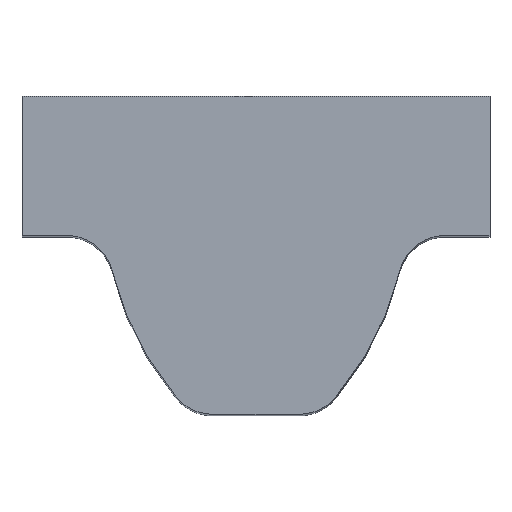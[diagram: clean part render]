
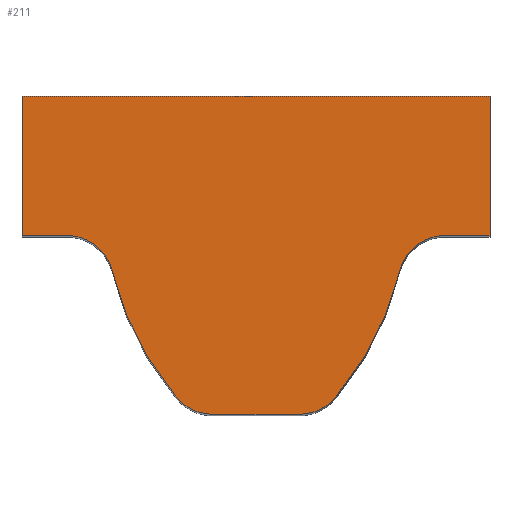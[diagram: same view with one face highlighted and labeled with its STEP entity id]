
A CAD part, top view. The second image highlights one B-rep face of the part: STEP entity #211.
In plain terms, the highlighted planar face has unit normal (0, 0, 1).
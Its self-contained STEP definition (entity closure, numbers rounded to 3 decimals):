
#6 = DIRECTION ( 'NONE',  ( 1., 0., 0. ) ) ;
#13 = CARTESIAN_POINT ( 'NONE',  ( -2.5, 3.4, 10. ) ) ;
#39 = CIRCLE ( 'NONE', #157, 3.249 ) ;
#40 = ORIENTED_EDGE ( 'NONE', *, *, #312, .T. ) ;
#42 = AXIS2_PLACEMENT_3D ( 'NONE', #189, #329, #205 ) ;
#44 = FACE_OUTER_BOUND ( 'NONE', #447, .T. ) ;
#45 = DIRECTION ( 'NONE',  ( 0., 0., 1. ) ) ;
#48 = VERTEX_POINT ( 'NONE', #242 ) ;
#49 = EDGE_CURVE ( 'NONE', #314, #133, #52, .T. ) ;
#52 = CIRCLE ( 'NONE', #42, 0.502 ) ;
#54 = DIRECTION ( 'NONE',  ( 1., 0., 0. ) ) ;
#56 = LINE ( 'NONE', #251, #170 ) ;
#57 = AXIS2_PLACEMENT_3D ( 'NONE', #460, #319, #237 ) ;
#67 = CARTESIAN_POINT ( 'NONE',  ( 2.062, 1.91, 10. ) ) ;
#68 = CARTESIAN_POINT ( 'NONE',  ( -0.87, 0.208, 10. ) ) ;
#81 = DIRECTION ( 'NONE',  ( -1., 0., 0. ) ) ;
#84 = CARTESIAN_POINT ( 'NONE',  ( 2.5, 1.91, 10. ) ) ;
#85 = VERTEX_POINT ( 'NONE', #138 ) ;
#86 = AXIS2_PLACEMENT_3D ( 'NONE', #275, #453, #54 ) ;
#87 = ORIENTED_EDGE ( 'NONE', *, *, #351, .T. ) ;
#92 = CARTESIAN_POINT ( 'NONE',  ( 1.623, 2.291, 10. ) ) ;
#102 = DIRECTION ( 'NONE',  ( 1., 0., 0. ) ) ;
#106 = ORIENTED_EDGE ( 'NONE', *, *, #360, .T. ) ;
#108 = VECTOR ( 'NONE', #280, 1000. ) ;
#112 = DIRECTION ( 'NONE',  ( 0., 0., -1. ) ) ;
#113 = CARTESIAN_POINT ( 'NONE',  ( -0.464, 0., 10. ) ) ;
#128 = VERTEX_POINT ( 'NONE', #113 ) ;
#129 = DIRECTION ( 'NONE',  ( 0., 1., 0. ) ) ;
#133 = VERTEX_POINT ( 'NONE', #67 ) ;
#135 = DIRECTION ( 'NONE',  ( 1., 0., 0. ) ) ;
#138 = CARTESIAN_POINT ( 'NONE',  ( -2.5, 1.91, 10. ) ) ;
#139 = VERTEX_POINT ( 'NONE', #442 ) ;
#143 = CIRCLE ( 'NONE', #411, 0.5 ) ;
#149 = ORIENTED_EDGE ( 'NONE', *, *, #225, .T. ) ;
#150 = EDGE_CURVE ( 'NONE', #364, #139, #409, .T. ) ;
#152 = LINE ( 'NONE', #13, #358 ) ;
#157 = AXIS2_PLACEMENT_3D ( 'NONE', #354, #195, #135 ) ;
#163 = VECTOR ( 'NONE', #262, 1000. ) ;
#170 = VECTOR ( 'NONE', #102, 1000. ) ;
#181 = DIRECTION ( 'NONE',  ( 1., 0., 0. ) ) ;
#187 = ORIENTED_EDGE ( 'NONE', *, *, #406, .T. ) ;
#189 = CARTESIAN_POINT ( 'NONE',  ( 2.022, 1.41, 10. ) ) ;
#192 = EDGE_CURVE ( 'NONE', #48, #308, #143, .T. ) ;
#194 = CARTESIAN_POINT ( 'NONE',  ( 1.538, 1.541, 10. ) ) ;
#195 = DIRECTION ( 'NONE',  ( 0., 0., 1. ) ) ;
#205 = DIRECTION ( 'NONE',  ( -1., 0., 0. ) ) ;
#206 = ORIENTED_EDGE ( 'NONE', *, *, #420, .T. ) ;
#211 = ADVANCED_FACE ( 'NONE', ( #44 ), #279, .T. ) ;
#212 = ORIENTED_EDGE ( 'NONE', *, *, #302, .T. ) ;
#217 = ORIENTED_EDGE ( 'NONE', *, *, #49, .T. ) ;
#220 = CARTESIAN_POINT ( 'NONE',  ( 0.464, 0.5, 10. ) ) ;
#222 = VERTEX_POINT ( 'NONE', #432 ) ;
#225 = EDGE_CURVE ( 'NONE', #355, #394, #383, .T. ) ;
#229 = VECTOR ( 'NONE', #181, 1000. ) ;
#231 = LINE ( 'NONE', #375, #163 ) ;
#237 = DIRECTION ( 'NONE',  ( 1., 0., 0. ) ) ;
#238 = ORIENTED_EDGE ( 'NONE', *, *, #192, .T. ) ;
#242 = CARTESIAN_POINT ( 'NONE',  ( 0.464, 0., 10. ) ) ;
#248 = CARTESIAN_POINT ( 'NONE',  ( 0.87, 0.208, 10. ) ) ;
#251 = CARTESIAN_POINT ( 'NONE',  ( -2.5, 1.91, 10. ) ) ;
#262 = DIRECTION ( 'NONE',  ( -1., 0., 0. ) ) ;
#264 = AXIS2_PLACEMENT_3D ( 'NONE', #437, #112, #81 ) ;
#266 = ORIENTED_EDGE ( 'NONE', *, *, #150, .T. ) ;
#267 = ORIENTED_EDGE ( 'NONE', *, *, #451, .T. ) ;
#275 = CARTESIAN_POINT ( 'NONE',  ( -0.464, 0.5, 10. ) ) ;
#279 = PLANE ( 'NONE',  #57 ) ;
#280 = DIRECTION ( 'NONE',  ( 1., 0., 0. ) ) ;
#297 = VECTOR ( 'NONE', #129, 1000. ) ;
#302 = EDGE_CURVE ( 'NONE', #308, #314, #39, .T. ) ;
#308 = VERTEX_POINT ( 'NONE', #248 ) ;
#312 = EDGE_CURVE ( 'NONE', #366, #128, #348, .T. ) ;
#314 = VERTEX_POINT ( 'NONE', #194 ) ;
#319 = DIRECTION ( 'NONE',  ( 0., 0., 1. ) ) ;
#328 = CARTESIAN_POINT ( 'NONE',  ( -0.464, 0., 10. ) ) ;
#329 = DIRECTION ( 'NONE',  ( 0., 0., -1. ) ) ;
#340 = ORIENTED_EDGE ( 'NONE', *, *, #384, .T. ) ;
#348 = CIRCLE ( 'NONE', #86, 0.5 ) ;
#351 = EDGE_CURVE ( 'NONE', #85, #364, #56, .T. ) ;
#352 = DIRECTION ( 'NONE',  ( 0., 0., 1. ) ) ;
#353 = CARTESIAN_POINT ( 'NONE',  ( 2.062, 1.91, 10. ) ) ;
#354 = CARTESIAN_POINT ( 'NONE',  ( -1.623, 2.291, 10. ) ) ;
#355 = VERTEX_POINT ( 'NONE', #359 ) ;
#358 = VECTOR ( 'NONE', #402, 1000. ) ;
#359 = CARTESIAN_POINT ( 'NONE',  ( 2.5, 1.91, 10. ) ) ;
#360 = EDGE_CURVE ( 'NONE', #128, #48, #428, .T. ) ;
#364 = VERTEX_POINT ( 'NONE', #466 ) ;
#366 = VERTEX_POINT ( 'NONE', #68 ) ;
#375 = CARTESIAN_POINT ( 'NONE',  ( 2.5, 3.4, 10. ) ) ;
#381 = AXIS2_PLACEMENT_3D ( 'NONE', #92, #352, #440 ) ;
#383 = LINE ( 'NONE', #84, #297 ) ;
#384 = EDGE_CURVE ( 'NONE', #133, #355, #389, .T. ) ;
#389 = LINE ( 'NONE', #353, #229 ) ;
#394 = VERTEX_POINT ( 'NONE', #419 ) ;
#402 = DIRECTION ( 'NONE',  ( 0., -1., 0. ) ) ;
#406 = EDGE_CURVE ( 'NONE', #394, #222, #231, .T. ) ;
#409 = CIRCLE ( 'NONE', #264, 0.502 ) ;
#411 = AXIS2_PLACEMENT_3D ( 'NONE', #220, #45, #6 ) ;
#414 = CIRCLE ( 'NONE', #381, 3.249 ) ;
#419 = CARTESIAN_POINT ( 'NONE',  ( 2.5, 3.4, 10. ) ) ;
#420 = EDGE_CURVE ( 'NONE', #222, #85, #152, .T. ) ;
#428 = LINE ( 'NONE', #328, #108 ) ;
#432 = CARTESIAN_POINT ( 'NONE',  ( -2.5, 3.4, 10. ) ) ;
#437 = CARTESIAN_POINT ( 'NONE',  ( -2.022, 1.41, 10. ) ) ;
#440 = DIRECTION ( 'NONE',  ( 1., 0., 0. ) ) ;
#442 = CARTESIAN_POINT ( 'NONE',  ( -1.538, 1.541, 10. ) ) ;
#447 = EDGE_LOOP ( 'NONE', ( #40, #106, #238, #212, #217, #340, #149, #187, #206, #87, #266, #267 ) ) ;
#451 = EDGE_CURVE ( 'NONE', #139, #366, #414, .T. ) ;
#453 = DIRECTION ( 'NONE',  ( 0., 0., 1. ) ) ;
#460 = CARTESIAN_POINT ( 'NONE',  ( -0.464, 0.5, 10. ) ) ;
#466 = CARTESIAN_POINT ( 'NONE',  ( -2.062, 1.91, 10. ) ) ;
